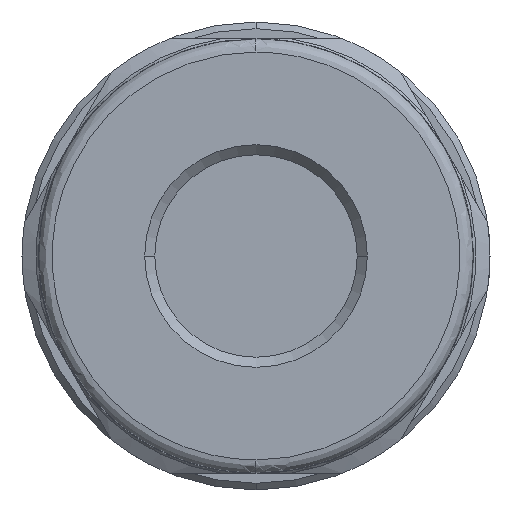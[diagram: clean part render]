
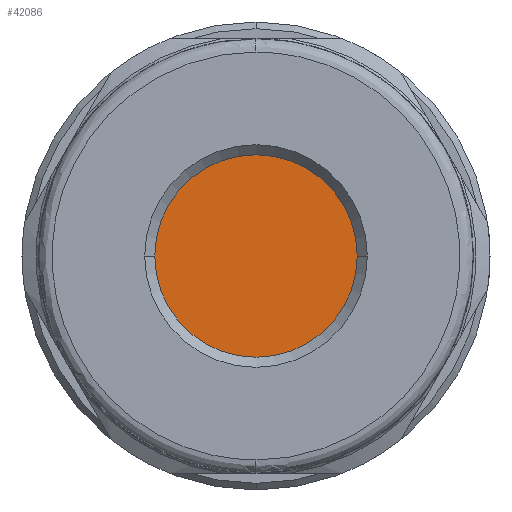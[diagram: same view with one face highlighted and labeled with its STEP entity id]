
A CAD part, left-side view. The second image highlights one B-rep face of the part: STEP entity #42086.
In plain terms, the highlighted planar face has unit normal (-1, 0, 0).
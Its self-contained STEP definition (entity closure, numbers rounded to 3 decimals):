
#291 = EDGE_CURVE ( 'NONE', #4028, #4029, #17766, .T. ) ;
#766 = EDGE_CURVE ( 'NONE', #4029, #4028, #35093, .T. ) ;
#2086 = AXIS2_PLACEMENT_3D ( 'NONE', #24005, #24006, #24007 ) ;
#2945 = EDGE_LOOP ( 'NONE', ( #38323, #38325 ) ) ;
#4028 = VERTEX_POINT ( 'NONE', #36612 ) ;
#4029 = VERTEX_POINT ( 'NONE', #36613 ) ;
#7687 = AXIS2_PLACEMENT_3D ( 'NONE', #33916, #33917, #33918 ) ;
#8049 = AXIS2_PLACEMENT_3D ( 'NONE', #15697, #15698, #15699 ) ;
#15696 = PLANE ( 'NONE',  #8049 ) ;
#15697 = CARTESIAN_POINT ( 'NONE',  ( -30.79, 0., 0. ) ) ;
#15698 = DIRECTION ( 'NONE',  ( 1., 0., 0. ) ) ;
#15699 = DIRECTION ( 'NONE',  ( 0., 0., -1. ) ) ;
#17766 = CIRCLE ( 'NONE', #2086, 18.406 ) ;
#24005 = CARTESIAN_POINT ( 'NONE',  ( -30.79, 0., 0. ) ) ;
#24006 = DIRECTION ( 'NONE',  ( -1., 0., 0. ) ) ;
#24007 = DIRECTION ( 'NONE',  ( 0., 0., -1. ) ) ;
#31758 = FACE_OUTER_BOUND ( 'NONE', #2945, .T. ) ;
#33916 = CARTESIAN_POINT ( 'NONE',  ( -30.79, 0., 0. ) ) ;
#33917 = DIRECTION ( 'NONE',  ( -1., 0., 0. ) ) ;
#33918 = DIRECTION ( 'NONE',  ( 0., 0., -1. ) ) ;
#35093 = CIRCLE ( 'NONE', #7687, 18.406 ) ;
#36612 = CARTESIAN_POINT ( 'NONE',  ( -30.79, 0., 18.406 ) ) ;
#36613 = CARTESIAN_POINT ( 'NONE',  ( -30.79, 0., -18.406 ) ) ;
#38323 = ORIENTED_EDGE ( 'NONE', *, *, #766, .T. ) ;
#38325 = ORIENTED_EDGE ( 'NONE', *, *, #291, .T. ) ;
#42086 = ADVANCED_FACE ( 'NONE', ( #31758 ), #15696, .F. ) ;
